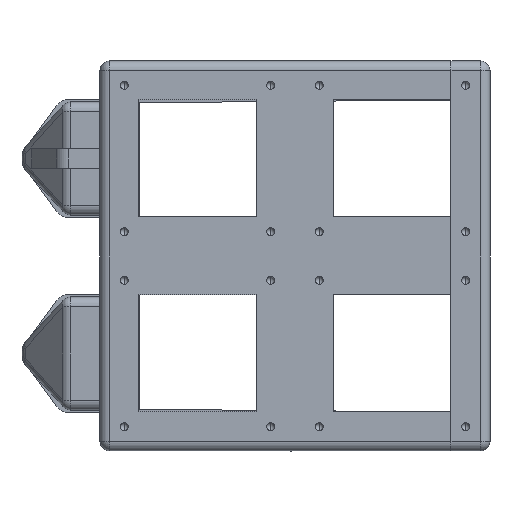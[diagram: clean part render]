
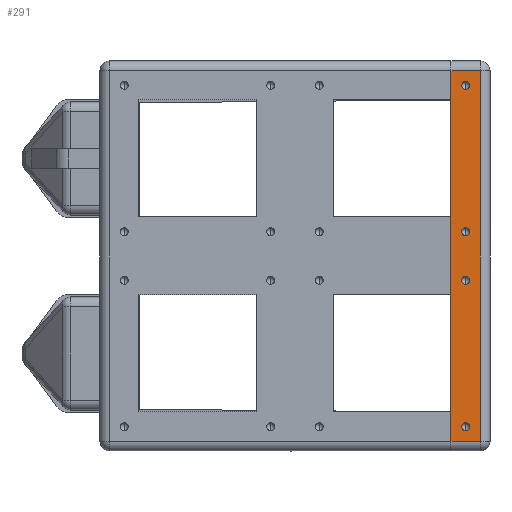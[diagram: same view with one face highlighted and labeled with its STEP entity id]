
A CAD part, left-side view. The second image highlights one B-rep face of the part: STEP entity #291.
In plain terms, the highlighted planar face has unit normal (-1, 0, 0).
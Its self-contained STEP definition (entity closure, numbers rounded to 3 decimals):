
#291 = ADVANCED_FACE ( 'NONE', ( #9500, #9517, #9512, #9516, #9514 ), #42608, .F. ) ;
#2627 = ORIENTED_EDGE ( 'NONE', *, *, #24669, .F. ) ;
#2631 = ORIENTED_EDGE ( 'NONE', *, *, #3815, .T. ) ;
#2634 = ORIENTED_EDGE ( 'NONE', *, *, #24668, .F. ) ;
#2646 = ORIENTED_EDGE ( 'NONE', *, *, #3811, .F. ) ;
#2666 = ORIENTED_EDGE ( 'NONE', *, *, #3809, .F. ) ;
#2670 = ORIENTED_EDGE ( 'NONE', *, *, #24670, .F. ) ;
#2686 = ORIENTED_EDGE ( 'NONE', *, *, #3807, .F. ) ;
#2696 = ORIENTED_EDGE ( 'NONE', *, *, #3813, .T. ) ;
#2720 = ORIENTED_EDGE ( 'NONE', *, *, #3805, .F. ) ;
#2746 = ORIENTED_EDGE ( 'NONE', *, *, #3655, .F. ) ;
#2765 = ORIENTED_EDGE ( 'NONE', *, *, #24672, .F. ) ;
#2821 = ORIENTED_EDGE ( 'NONE', *, *, #3818, .T. ) ;
#3655 = EDGE_CURVE ( 'NONE', #17842, #17909, #27133, .T. ) ;
#3805 = EDGE_CURVE ( 'NONE', #9319, #9337, #27259, .T. ) ;
#3807 = EDGE_CURVE ( 'NONE', #9311, #9308, #27257, .T. ) ;
#3809 = EDGE_CURVE ( 'NONE', #17799, #17928, #27262, .T. ) ;
#3811 = EDGE_CURVE ( 'NONE', #9326, #9335, #27263, .T. ) ;
#3813 = EDGE_CURVE ( 'NONE', #17842, #9215, #27264, .T. ) ;
#3815 = EDGE_CURVE ( 'NONE', #9215, #7889, #27265, .T. ) ;
#3818 = EDGE_CURVE ( 'NONE', #7889, #17909, #27267, .T. ) ;
#5894 = EDGE_LOOP ( 'NONE', ( #2670, #2666 ) ) ;
#5895 = EDGE_LOOP ( 'NONE', ( #2634, #2646 ) ) ;
#5896 = EDGE_LOOP ( 'NONE', ( #2746, #2696, #2631, #2821 ) ) ;
#5899 = EDGE_LOOP ( 'NONE', ( #2627, #2720 ) ) ;
#5918 = EDGE_LOOP ( 'NONE', ( #2765, #2686 ) ) ;
#7889 = VERTEX_POINT ( 'NONE', #31363 ) ;
#8806 = AXIS2_PLACEMENT_3D ( 'NONE', #42605, #42604, #42611 ) ;
#9215 = VERTEX_POINT ( 'NONE', #32520 ) ;
#9308 = VERTEX_POINT ( 'NONE', #32541 ) ;
#9311 = VERTEX_POINT ( 'NONE', #32544 ) ;
#9319 = VERTEX_POINT ( 'NONE', #32550 ) ;
#9326 = VERTEX_POINT ( 'NONE', #32553 ) ;
#9335 = VERTEX_POINT ( 'NONE', #32562 ) ;
#9337 = VERTEX_POINT ( 'NONE', #32564 ) ;
#9500 = FACE_BOUND ( 'NONE', #5899, .T. ) ;
#9512 = FACE_BOUND ( 'NONE', #5894, .T. ) ;
#9514 = FACE_OUTER_BOUND ( 'NONE', #5896, .T. ) ;
#9516 = FACE_BOUND ( 'NONE', #5895, .T. ) ;
#9517 = FACE_BOUND ( 'NONE', #5918, .T. ) ;
#17799 = VERTEX_POINT ( 'NONE', #32832 ) ;
#17842 = VERTEX_POINT ( 'NONE', #32875 ) ;
#17909 = VERTEX_POINT ( 'NONE', #32942 ) ;
#17928 = VERTEX_POINT ( 'NONE', #32961 ) ;
#21667 = AXIS2_PLACEMENT_3D ( 'NONE', #29055, #29056, #29057 ) ;
#21669 = AXIS2_PLACEMENT_3D ( 'NONE', #29059, #29060, #29061 ) ;
#21670 = AXIS2_PLACEMENT_3D ( 'NONE', #29063, #29064, #29065 ) ;
#21672 = AXIS2_PLACEMENT_3D ( 'NONE', #29068, #29069, #29070 ) ;
#22312 = AXIS2_PLACEMENT_3D ( 'NONE', #36820, #36821, #36822 ) ;
#22313 = AXIS2_PLACEMENT_3D ( 'NONE', #36823, #36824, #36825 ) ;
#22314 = AXIS2_PLACEMENT_3D ( 'NONE', #36826, #36827, #36828 ) ;
#22316 = AXIS2_PLACEMENT_3D ( 'NONE', #36834, #36835, #36836 ) ;
#24668 = EDGE_CURVE ( 'NONE', #9335, #9326, #35866, .T. ) ;
#24669 = EDGE_CURVE ( 'NONE', #9337, #9319, #35868, .T. ) ;
#24670 = EDGE_CURVE ( 'NONE', #17928, #17799, #35869, .T. ) ;
#24672 = EDGE_CURVE ( 'NONE', #9308, #9311, #35870, .T. ) ;
#27133 = LINE ( 'NONE', #28900, #27135 ) ;
#27135 = VECTOR ( 'NONE', #28893, 1000. ) ;
#27257 = CIRCLE ( 'NONE', #21669, 0.4 ) ;
#27259 = CIRCLE ( 'NONE', #21667, 0.4 ) ;
#27262 = CIRCLE ( 'NONE', #21670, 0.4 ) ;
#27263 = CIRCLE ( 'NONE', #21672, 0.4 ) ;
#27264 = LINE ( 'NONE', #29066, #27266 ) ;
#27265 = LINE ( 'NONE', #29058, #27268 ) ;
#27266 = VECTOR ( 'NONE', #29067, 1000. ) ;
#27267 = LINE ( 'NONE', #29072, #27270 ) ;
#27268 = VECTOR ( 'NONE', #29062, 1000. ) ;
#27270 = VECTOR ( 'NONE', #29071, 1000. ) ;
#28893 = DIRECTION ( 'NONE',  ( 0., 0., 1. ) ) ;
#28900 = CARTESIAN_POINT ( 'NONE',  ( 0., 4., 0. ) ) ;
#29055 = CARTESIAN_POINT ( 'NONE',  ( 0., 2.5, -37.5 ) ) ;
#29056 = DIRECTION ( 'NONE',  ( -1., 0., 0. ) ) ;
#29057 = DIRECTION ( 'NONE',  ( 0., 0., 1. ) ) ;
#29058 = CARTESIAN_POINT ( 'NONE',  ( 0., 1., 0. ) ) ;
#29059 = CARTESIAN_POINT ( 'NONE',  ( 0., 2.5, -22.5 ) ) ;
#29060 = DIRECTION ( 'NONE',  ( -1., 0., 0. ) ) ;
#29061 = DIRECTION ( 'NONE',  ( 0., 0., 1. ) ) ;
#29062 = DIRECTION ( 'NONE',  ( 0., 0., 1. ) ) ;
#29063 = CARTESIAN_POINT ( 'NONE',  ( 0., 2.5, -17.5 ) ) ;
#29064 = DIRECTION ( 'NONE',  ( -1., 0., 0. ) ) ;
#29065 = DIRECTION ( 'NONE',  ( 0., 0., 1. ) ) ;
#29066 = CARTESIAN_POINT ( 'NONE',  ( 0., 4., -39. ) ) ;
#29067 = DIRECTION ( 'NONE',  ( 0., -1., 0. ) ) ;
#29068 = CARTESIAN_POINT ( 'NONE',  ( 0., 2.5, -2.5 ) ) ;
#29069 = DIRECTION ( 'NONE',  ( -1., 0., 0. ) ) ;
#29070 = DIRECTION ( 'NONE',  ( 0., 0., 1. ) ) ;
#29071 = DIRECTION ( 'NONE',  ( 0., 1., 0. ) ) ;
#29072 = CARTESIAN_POINT ( 'NONE',  ( 0., 4., -1. ) ) ;
#31363 = CARTESIAN_POINT ( 'NONE',  ( 0., 1., -1. ) ) ;
#32520 = CARTESIAN_POINT ( 'NONE',  ( 0., 1., -39. ) ) ;
#32541 = CARTESIAN_POINT ( 'NONE',  ( 0., 2.5, -22.1 ) ) ;
#32544 = CARTESIAN_POINT ( 'NONE',  ( 0., 2.5, -22.9 ) ) ;
#32550 = CARTESIAN_POINT ( 'NONE',  ( 0., 2.5, -37.9 ) ) ;
#32553 = CARTESIAN_POINT ( 'NONE',  ( 0., 2.5, -2.9 ) ) ;
#32562 = CARTESIAN_POINT ( 'NONE',  ( 0., 2.5, -2.1 ) ) ;
#32564 = CARTESIAN_POINT ( 'NONE',  ( 0., 2.5, -37.1 ) ) ;
#32832 = CARTESIAN_POINT ( 'NONE',  ( 0., 2.5, -17.9 ) ) ;
#32875 = CARTESIAN_POINT ( 'NONE',  ( 0., 4., -39. ) ) ;
#32942 = CARTESIAN_POINT ( 'NONE',  ( 0., 4., -1. ) ) ;
#32961 = CARTESIAN_POINT ( 'NONE',  ( 0., 2.5, -17.1 ) ) ;
#35866 = CIRCLE ( 'NONE', #22312, 0.4 ) ;
#35868 = CIRCLE ( 'NONE', #22313, 0.4 ) ;
#35869 = CIRCLE ( 'NONE', #22314, 0.4 ) ;
#35870 = CIRCLE ( 'NONE', #22316, 0.4 ) ;
#36820 = CARTESIAN_POINT ( 'NONE',  ( 0., 2.5, -2.5 ) ) ;
#36821 = DIRECTION ( 'NONE',  ( -1., 0., 0. ) ) ;
#36822 = DIRECTION ( 'NONE',  ( 0., 0., 1. ) ) ;
#36823 = CARTESIAN_POINT ( 'NONE',  ( 0., 2.5, -37.5 ) ) ;
#36824 = DIRECTION ( 'NONE',  ( -1., 0., 0. ) ) ;
#36825 = DIRECTION ( 'NONE',  ( 0., 0., 1. ) ) ;
#36826 = CARTESIAN_POINT ( 'NONE',  ( 0., 2.5, -17.5 ) ) ;
#36827 = DIRECTION ( 'NONE',  ( -1., 0., 0. ) ) ;
#36828 = DIRECTION ( 'NONE',  ( 0., 0., 1. ) ) ;
#36834 = CARTESIAN_POINT ( 'NONE',  ( 0., 2.5, -22.5 ) ) ;
#36835 = DIRECTION ( 'NONE',  ( -1., 0., 0. ) ) ;
#36836 = DIRECTION ( 'NONE',  ( 0., 0., 1. ) ) ;
#42604 = DIRECTION ( 'NONE',  ( 1., 0., 0. ) ) ;
#42605 = CARTESIAN_POINT ( 'NONE',  ( 0., 4., 0. ) ) ;
#42608 = PLANE ( 'NONE',  #8806 ) ;
#42611 = DIRECTION ( 'NONE',  ( 0., 0., -1. ) ) ;
